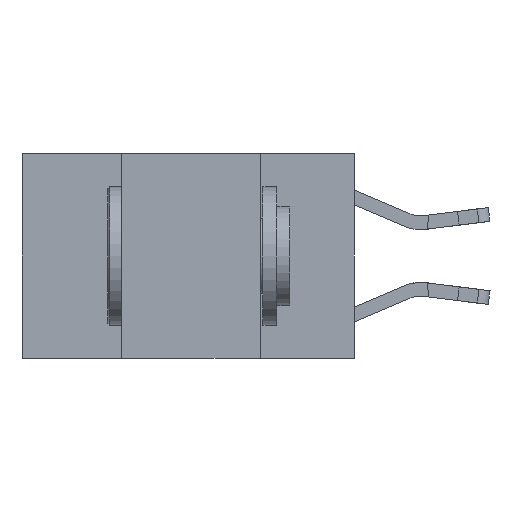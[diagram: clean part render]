
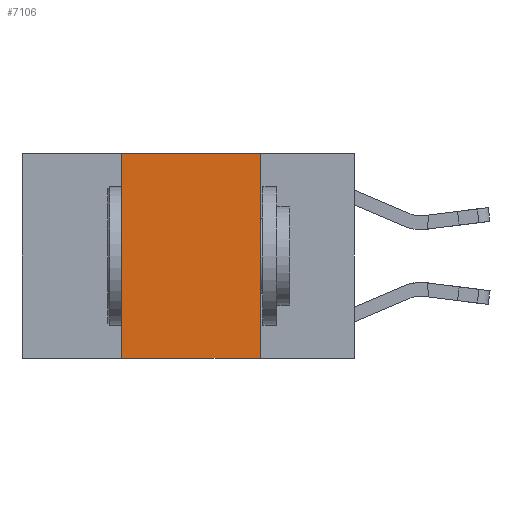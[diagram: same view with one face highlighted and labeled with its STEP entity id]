
A CAD part, left-side view. The second image highlights one B-rep face of the part: STEP entity #7106.
In plain terms, the highlighted planar face has unit normal (-1, 0, 0).
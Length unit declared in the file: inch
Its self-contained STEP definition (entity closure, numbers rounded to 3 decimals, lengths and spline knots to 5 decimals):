
#423 = VECTOR ( 'NONE', #7679, 39.37008 ) ;
#1989 = VERTEX_POINT ( 'NONE', #10410 ) ;
#2400 = CARTESIAN_POINT ( 'NONE',  ( 0., 0.6, 0. ) ) ;
#2995 = ORIENTED_EDGE ( 'NONE', *, *, #7678, .F. ) ;
#3558 = EDGE_CURVE ( 'NONE', #1989, #7594, #18301, .T. ) ;
#4078 = DIRECTION ( 'NONE',  ( 0., -1., 0. ) ) ;
#4092 = CARTESIAN_POINT ( 'NONE',  ( 0., 0.17, -0.37 ) ) ;
#5633 = LINE ( 'NONE', #16320, #423 ) ;
#5873 = PLANE ( 'NONE',  #12232 ) ;
#5933 = CARTESIAN_POINT ( 'NONE',  ( 0., 0.42, 0. ) ) ;
#6675 = CARTESIAN_POINT ( 'NONE',  ( 0., 0.17, 0. ) ) ;
#7106 = ADVANCED_FACE ( 'NONE', ( #12526 ), #5873, .F. ) ;
#7594 = VERTEX_POINT ( 'NONE', #9185 ) ;
#7626 = DIRECTION ( 'NONE',  ( 1., 0., 0. ) ) ;
#7678 = EDGE_CURVE ( 'NONE', #18018, #1989, #15481, .T. ) ;
#7679 = DIRECTION ( 'NONE',  ( 0., -1., 0. ) ) ;
#8329 = VECTOR ( 'NONE', #20425, 39.37008 ) ;
#9185 = CARTESIAN_POINT ( 'NONE',  ( 0., 0.17, 0. ) ) ;
#9361 = EDGE_LOOP ( 'NONE', ( #11683, #16292, #2995, #12780 ) ) ;
#10410 = CARTESIAN_POINT ( 'NONE',  ( 0., 0.42, 0. ) ) ;
#10724 = VECTOR ( 'NONE', #4078, 39.37008 ) ;
#11683 = ORIENTED_EDGE ( 'NONE', *, *, #22153, .F. ) ;
#12232 = AXIS2_PLACEMENT_3D ( 'NONE', #21279, #7626, #19681 ) ;
#12526 = FACE_OUTER_BOUND ( 'NONE', #9361, .T. ) ;
#12780 = ORIENTED_EDGE ( 'NONE', *, *, #21867, .T. ) ;
#15481 = LINE ( 'NONE', #5933, #20495 ) ;
#16292 = ORIENTED_EDGE ( 'NONE', *, *, #3558, .F. ) ;
#16320 = CARTESIAN_POINT ( 'NONE',  ( 0., 0.6, -0.37 ) ) ;
#16481 = CARTESIAN_POINT ( 'NONE',  ( 0., 0.42, -0.37 ) ) ;
#17526 = LINE ( 'NONE', #6675, #8329 ) ;
#18018 = VERTEX_POINT ( 'NONE', #16481 ) ;
#18301 = LINE ( 'NONE', #2400, #10724 ) ;
#19125 = VERTEX_POINT ( 'NONE', #4092 ) ;
#19681 = DIRECTION ( 'NONE',  ( 0., 0., -1. ) ) ;
#19739 = DIRECTION ( 'NONE',  ( 0., 0., 1. ) ) ;
#20425 = DIRECTION ( 'NONE',  ( 0., 0., -1. ) ) ;
#20495 = VECTOR ( 'NONE', #19739, 39.37008 ) ;
#21279 = CARTESIAN_POINT ( 'NONE',  ( 0., 0.6, 0. ) ) ;
#21867 = EDGE_CURVE ( 'NONE', #18018, #19125, #5633, .T. ) ;
#22153 = EDGE_CURVE ( 'NONE', #7594, #19125, #17526, .T. ) ;
